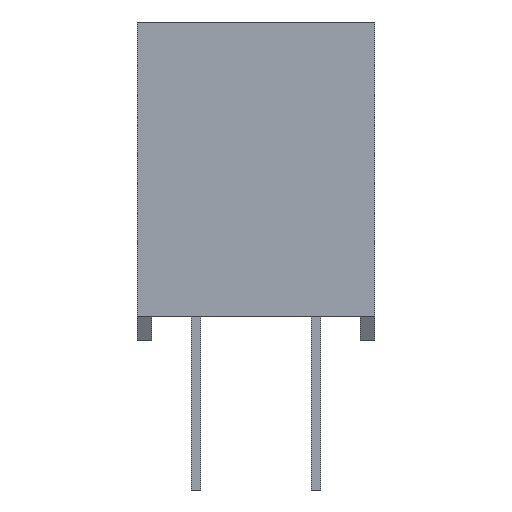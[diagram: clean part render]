
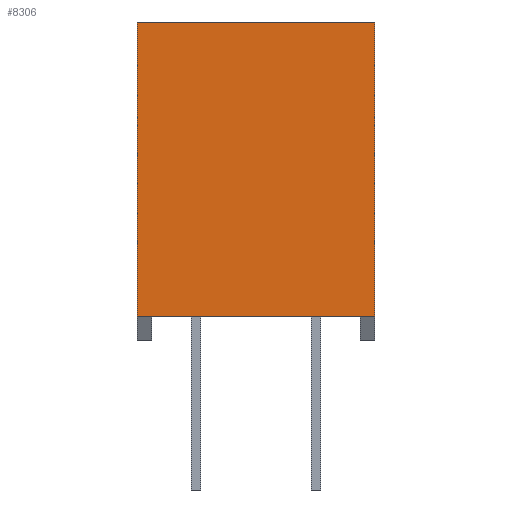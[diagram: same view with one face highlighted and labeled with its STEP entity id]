
A CAD part, left-side view. The second image highlights one B-rep face of the part: STEP entity #8306.
In plain terms, the highlighted planar face has unit normal (-1, 0, 0).
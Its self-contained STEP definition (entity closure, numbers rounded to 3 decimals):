
#246=DIRECTION('',(0.,-1.,0.));
#247=VECTOR('',#246,5.029);
#248=CARTESIAN_POINT('',(-19.05,2.515,0.));
#249=LINE('',#248,#247);
#1126=DIRECTION('',(0.,0.,1.));
#1127=VECTOR('',#1126,6.223);
#1128=CARTESIAN_POINT('',(-19.05,-2.515,0.));
#1129=LINE('',#1128,#1127);
#1398=DIRECTION('',(0.,0.,1.));
#1399=VECTOR('',#1398,6.223);
#1400=CARTESIAN_POINT('',(-19.05,2.515,0.));
#1401=LINE('',#1400,#1399);
#1598=DIRECTION('',(0.,-1.,0.));
#1599=VECTOR('',#1598,5.029);
#1600=CARTESIAN_POINT('',(-19.05,2.515,6.223));
#1601=LINE('',#1600,#1599);
#5234=CARTESIAN_POINT('',(-19.05,2.515,0.));
#5235=CARTESIAN_POINT('',(-19.05,-2.515,0.));
#5236=VERTEX_POINT('',#5234);
#5237=VERTEX_POINT('',#5235);
#5242=CARTESIAN_POINT('',(-19.05,2.515,6.223));
#5243=CARTESIAN_POINT('',(-19.05,-2.515,6.223));
#5244=VERTEX_POINT('',#5242);
#5245=VERTEX_POINT('',#5243);
#8293=CARTESIAN_POINT('',(-19.05,2.515,0.));
#8294=DIRECTION('',(-1.,0.,0.));
#8295=DIRECTION('',(0.,-1.,0.));
#8296=AXIS2_PLACEMENT_3D('',#8293,#8294,#8295);
#8297=PLANE('',#8296);
#8298=ORIENTED_EDGE('',*,*,#7025,.F.);
#8300=ORIENTED_EDGE('',*,*,#8299,.T.);
#8302=ORIENTED_EDGE('',*,*,#8301,.T.);
#8303=ORIENTED_EDGE('',*,*,#7570,.F.);
#8304=EDGE_LOOP('',(#8298,#8300,#8302,#8303));
#8305=FACE_OUTER_BOUND('',#8304,.F.);
#8306=ADVANCED_FACE('',(#8305),#8297,.T.);
#7025=EDGE_CURVE('',#5236,#5237,#249,.T.);
#7570=EDGE_CURVE('',#5237,#5245,#1129,.T.);
#8299=EDGE_CURVE('',#5236,#5244,#1401,.T.);
#8301=EDGE_CURVE('',#5244,#5245,#1601,.T.);
